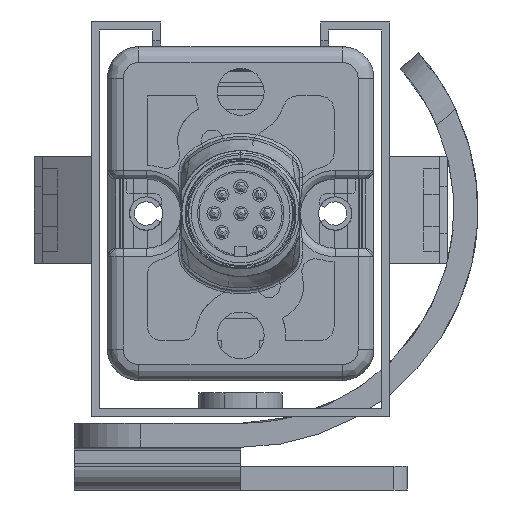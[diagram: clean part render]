
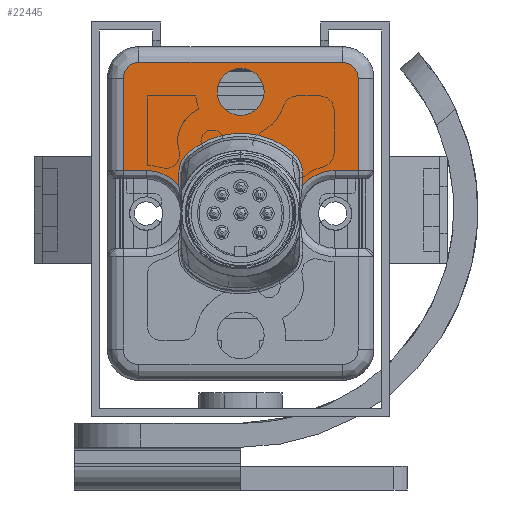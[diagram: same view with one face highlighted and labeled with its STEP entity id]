
A CAD part, front view. The second image highlights one B-rep face of the part: STEP entity #22445.
In plain terms, the highlighted planar face has unit normal (0, -1, 0).
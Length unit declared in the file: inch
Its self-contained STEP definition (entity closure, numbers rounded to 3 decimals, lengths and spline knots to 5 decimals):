
#4272=CARTESIAN_POINT('',(0.14173,-67.04724,
0.78179));
#4273=DIRECTION('',(0.,1.,0.));
#4274=DIRECTION('',(0.673,0.,0.74));
#4275=AXIS2_PLACEMENT_3D('',#4272,#4273,#4274);
#4277=CARTESIAN_POINT('',(0.,-67.04724,0.62598));
#4278=DIRECTION('',(0.,1.,0.));
#4279=DIRECTION('',(-0.673,0.,0.74));
#4280=AXIS2_PLACEMENT_3D('',#4277,#4278,#4279);
#4282=CARTESIAN_POINT('',(-0.14173,-67.04724,
0.78179));
#4283=DIRECTION('',(0.,1.,0.));
#4284=DIRECTION('',(-1.,0.,0.));
#4285=AXIS2_PLACEMENT_3D('',#4282,#4283,#4284);
#4287=DIRECTION('',(0.,0.,1.));
#4288=VECTOR('',#4287,0.05017);
#4289=CARTESIAN_POINT('',(-0.23228,-67.04724,
0.73163));
#4290=LINE('',#4289,#4288);
#4291=CARTESIAN_POINT('',(-0.35433,-67.04724,
0.62598));
#4292=DIRECTION('',(0.,1.,0.));
#4293=DIRECTION('',(0.,0.,1.));
#4294=AXIS2_PLACEMENT_3D('',#4291,#4292,#4293);
#4296=DIRECTION('',(1.,0.,0.));
#4297=VECTOR('',#4296,0.08661);
#4298=CARTESIAN_POINT('',(-0.44094,-67.04724,
0.7874));
#4299=LINE('',#4298,#4297);
#4300=DIRECTION('',(0.,0.,-1.));
#4301=VECTOR('',#4300,0.34646);
#4302=CARTESIAN_POINT('',(-0.44094,-67.04724,
1.13386));
#4303=LINE('',#4302,#4301);
#4304=CARTESIAN_POINT('',(-0.38189,-67.04724,
1.13386));
#4305=DIRECTION('',(0.,-1.,0.));
#4306=DIRECTION('',(0.,0.,1.));
#4307=AXIS2_PLACEMENT_3D('',#4304,#4305,#4306);
#4309=DIRECTION('',(-1.,0.,0.));
#4310=VECTOR('',#4309,0.76378);
#4311=CARTESIAN_POINT('',(0.38189,-67.04724,
1.19291));
#4312=LINE('',#4311,#4310);
#4313=CARTESIAN_POINT('',(0.38189,-67.04724,
1.13386));
#4314=DIRECTION('',(0.,-1.,0.));
#4315=DIRECTION('',(1.,0.,0.));
#4316=AXIS2_PLACEMENT_3D('',#4313,#4314,#4315);
#4318=DIRECTION('',(0.,0.,1.));
#4319=VECTOR('',#4318,0.34646);
#4320=CARTESIAN_POINT('',(0.44094,-67.04724,
0.7874));
#4321=LINE('',#4320,#4319);
#4322=DIRECTION('',(1.,0.,0.));
#4323=VECTOR('',#4322,0.08661);
#4324=CARTESIAN_POINT('',(0.35433,-67.04724,
0.7874));
#4325=LINE('',#4324,#4323);
#4326=CARTESIAN_POINT('',(0.35433,-67.04724,
0.62598));
#4327=DIRECTION('',(0.,1.,0.));
#4328=DIRECTION('',(-0.756,0.,0.654));
#4329=AXIS2_PLACEMENT_3D('',#4326,#4327,#4328);
#4331=DIRECTION('',(0.,0.,-1.));
#4332=VECTOR('',#4331,0.05017);
#4333=CARTESIAN_POINT('',(0.23228,-67.04724,
0.78179));
#4334=LINE('',#4333,#4332);
#4335=CARTESIAN_POINT('',(0.,-67.04724,1.08268));
#4336=DIRECTION('',(0.,-1.,0.));
#4337=DIRECTION('',(1.,0.,0.));
#4338=AXIS2_PLACEMENT_3D('',#4335,#4336,#4337);
#4340=CARTESIAN_POINT('',(0.,-67.04724,1.08268));
#4341=DIRECTION('',(0.,-1.,0.));
#4342=DIRECTION('',(-1.,0.,0.));
#4343=AXIS2_PLACEMENT_3D('',#4340,#4341,#4342);
#8881=CARTESIAN_POINT('',(-0.23228,-67.04724,
0.73163));
#14897=CARTESIAN_POINT('',(-0.38189,-67.04724,
1.19291));
#14898=CARTESIAN_POINT('',(-0.44094,-67.04724,
1.13386));
#14899=VERTEX_POINT('',#14897);
#14900=VERTEX_POINT('',#14898);
#14905=CARTESIAN_POINT('',(0.38189,-67.04724,
1.19291));
#14906=VERTEX_POINT('',#14905);
#14909=CARTESIAN_POINT('',(0.44094,-67.04724,
1.13386));
#14910=VERTEX_POINT('',#14909);
#14953=CARTESIAN_POINT('',(0.44094,-67.04724,
0.7874));
#14954=VERTEX_POINT('',#14953);
#14957=CARTESIAN_POINT('',(0.35433,-67.04724,
0.7874));
#14958=VERTEX_POINT('',#14957);
#14985=CARTESIAN_POINT('',(-0.44094,-67.04724,
0.7874));
#14986=VERTEX_POINT('',#14985);
#14989=CARTESIAN_POINT('',(-0.35433,-67.04724,
0.7874));
#14990=VERTEX_POINT('',#14989);
#15021=CARTESIAN_POINT('',(0.20266,-67.04724,
0.84878));
#15022=CARTESIAN_POINT('',(0.23228,-67.04724,
0.78179));
#15023=VERTEX_POINT('',#15021);
#15024=VERTEX_POINT('',#15022);
#15027=CARTESIAN_POINT('',(0.23228,-67.04724,
0.73163));
#15028=VERTEX_POINT('',#15027);
#15052=VERTEX_POINT('',#8881);
#15055=CARTESIAN_POINT('',(-0.23228,-67.04724,
0.78179));
#15056=VERTEX_POINT('',#15055);
#15059=CARTESIAN_POINT('',(-0.20266,-67.04724,
0.84878));
#15060=VERTEX_POINT('',#15059);
#15069=CARTESIAN_POINT('',(0.0885,-67.04724,1.08268));
#15070=CARTESIAN_POINT('',(-0.0885,-67.04724,1.08268));
#15071=VERTEX_POINT('',#15069);
#15072=VERTEX_POINT('',#15070);
#22405=CARTESIAN_POINT('',(0.,-67.04724,0.));
#22406=DIRECTION('',(0.,-1.,0.));
#22407=DIRECTION('',(1.,0.,0.));
#22408=AXIS2_PLACEMENT_3D('',#22405,#22406,#22407);
#22409=PLANE('',#22408);
#22411=ORIENTED_EDGE('',*,*,#22410,.F.);
#22413=ORIENTED_EDGE('',*,*,#22412,.F.);
#22415=ORIENTED_EDGE('',*,*,#22414,.F.);
#22417=ORIENTED_EDGE('',*,*,#22416,.F.);
#22419=ORIENTED_EDGE('',*,*,#22418,.F.);
#22421=ORIENTED_EDGE('',*,*,#22420,.F.);
#22423=ORIENTED_EDGE('',*,*,#22422,.F.);
#22425=ORIENTED_EDGE('',*,*,#22424,.F.);
#22427=ORIENTED_EDGE('',*,*,#22426,.F.);
#22428=ORIENTED_EDGE('',*,*,#22395,.F.);
#22430=ORIENTED_EDGE('',*,*,#22429,.F.);
#22432=ORIENTED_EDGE('',*,*,#22431,.F.);
#22434=ORIENTED_EDGE('',*,*,#22433,.F.);
#22436=ORIENTED_EDGE('',*,*,#22435,.F.);
#22437=EDGE_LOOP('',(#22411,#22413,#22415,#22417,#22419,#22421,#22423,#22425,
#22427,#22428,#22430,#22432,#22434,#22436));
#22438=FACE_OUTER_BOUND('',#22437,.F.);
#22440=ORIENTED_EDGE('',*,*,#22439,.T.);
#22442=ORIENTED_EDGE('',*,*,#22441,.T.);
#22443=EDGE_LOOP('',(#22440,#22442));
#22444=FACE_BOUND('',#22443,.F.);
#22445=ADVANCED_FACE('',(#22438,#22444),#22409,.T.);
#4276=CIRCLE('',#4275,0.09055);
#4281=CIRCLE('',#4280,0.30118);
#4286=CIRCLE('',#4285,0.09055);
#4295=CIRCLE('',#4294,0.16142);
#4308=CIRCLE('',#4307,0.05906);
#4317=CIRCLE('',#4316,0.05906);
#4330=CIRCLE('',#4329,0.16142);
#4339=CIRCLE('',#4338,0.0885);
#4344=CIRCLE('',#4343,0.0885);
#22395=EDGE_CURVE('',#14910,#14906,#4317,.T.);
#22410=EDGE_CURVE('',#15023,#15024,#4276,.T.);
#22412=EDGE_CURVE('',#15060,#15023,#4281,.T.);
#22414=EDGE_CURVE('',#15056,#15060,#4286,.T.);
#22416=EDGE_CURVE('',#15052,#15056,#4290,.T.);
#22418=EDGE_CURVE('',#14990,#15052,#4295,.T.);
#22420=EDGE_CURVE('',#14986,#14990,#4299,.T.);
#22422=EDGE_CURVE('',#14900,#14986,#4303,.T.);
#22424=EDGE_CURVE('',#14899,#14900,#4308,.T.);
#22426=EDGE_CURVE('',#14906,#14899,#4312,.T.);
#22429=EDGE_CURVE('',#14954,#14910,#4321,.T.);
#22431=EDGE_CURVE('',#14958,#14954,#4325,.T.);
#22433=EDGE_CURVE('',#15028,#14958,#4330,.T.);
#22435=EDGE_CURVE('',#15024,#15028,#4334,.T.);
#22439=EDGE_CURVE('',#15071,#15072,#4339,.T.);
#22441=EDGE_CURVE('',#15072,#15071,#4344,.T.);
